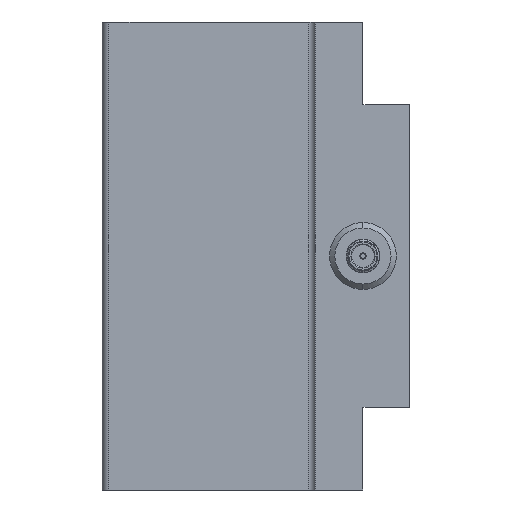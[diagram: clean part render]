
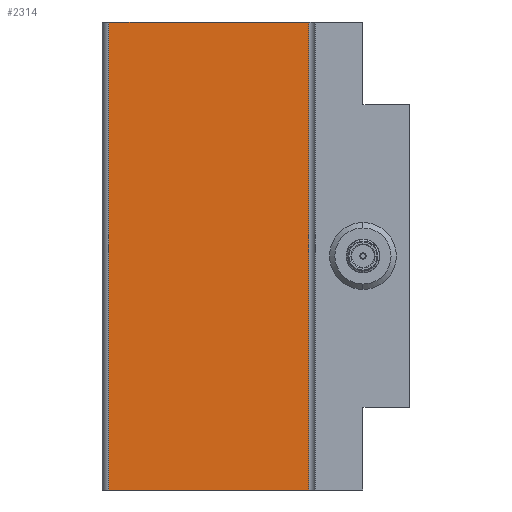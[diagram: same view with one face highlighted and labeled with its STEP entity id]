
A CAD part, left-side view. The second image highlights one B-rep face of the part: STEP entity #2314.
In plain terms, the highlighted planar face has unit normal (-1, 0, 0).
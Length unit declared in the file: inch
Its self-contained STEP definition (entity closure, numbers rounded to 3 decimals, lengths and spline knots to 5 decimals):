
#88 = VERTEX_POINT ( 'NONE', #4169 ) ;
#171 = CARTESIAN_POINT ( 'NONE',  ( 0.50096, 0.40548, 1.75 ) ) ;
#214 = LINE ( 'NONE', #2000, #5058 ) ;
#358 = EDGE_CURVE ( 'NONE', #4708, #3457, #2500, .T. ) ;
#485 = CARTESIAN_POINT ( 'NONE',  ( 0.50096, 1.9, -1.75 ) ) ;
#640 = CARTESIAN_POINT ( 'NONE',  ( 0.50096, 1.9, 1.75 ) ) ;
#650 = ORIENTED_EDGE ( 'NONE', *, *, #3115, .T. ) ;
#722 = AXIS2_PLACEMENT_3D ( 'NONE', #857, #3143, #5283 ) ;
#857 = CARTESIAN_POINT ( 'NONE',  ( 0.50096, 0., 1.75 ) ) ;
#873 = ORIENTED_EDGE ( 'NONE', *, *, #2754, .T. ) ;
#1180 = LINE ( 'NONE', #4194, #4468 ) ;
#1797 = PLANE ( 'NONE',  #722 ) ;
#1888 = EDGE_LOOP ( 'NONE', ( #2625, #873, #2811, #650 ) ) ;
#2000 = CARTESIAN_POINT ( 'NONE',  ( 0.50096, 0., 1.75 ) ) ;
#2314 = ADVANCED_FACE ( 'NONE', ( #3530 ), #1797, .T. ) ;
#2410 = DIRECTION ( 'NONE',  ( 0., 0., 1. ) ) ;
#2500 = LINE ( 'NONE', #2554, #3960 ) ;
#2554 = CARTESIAN_POINT ( 'NONE',  ( 0.50096, 0., -1.75 ) ) ;
#2625 = ORIENTED_EDGE ( 'NONE', *, *, #358, .F. ) ;
#2754 = EDGE_CURVE ( 'NONE', #4708, #4219, #1180, .T. ) ;
#2811 = ORIENTED_EDGE ( 'NONE', *, *, #4824, .T. ) ;
#3115 = EDGE_CURVE ( 'NONE', #88, #3457, #3688, .T. ) ;
#3143 = DIRECTION ( 'NONE',  ( -1., 0., 0. ) ) ;
#3457 = VERTEX_POINT ( 'NONE', #485 ) ;
#3530 = FACE_OUTER_BOUND ( 'NONE', #1888, .T. ) ;
#3688 = LINE ( 'NONE', #640, #3889 ) ;
#3784 = DIRECTION ( 'NONE',  ( 0., 1., 0. ) ) ;
#3889 = VECTOR ( 'NONE', #5473, 39.37008 ) ;
#3960 = VECTOR ( 'NONE', #4339, 39.37008 ) ;
#4169 = CARTESIAN_POINT ( 'NONE',  ( 0.50096, 1.9, 1.75 ) ) ;
#4194 = CARTESIAN_POINT ( 'NONE',  ( 0.50096, 0.40548, 1.75 ) ) ;
#4219 = VERTEX_POINT ( 'NONE', #171 ) ;
#4339 = DIRECTION ( 'NONE',  ( 0., 1., 0. ) ) ;
#4468 = VECTOR ( 'NONE', #2410, 39.37008 ) ;
#4708 = VERTEX_POINT ( 'NONE', #5266 ) ;
#4824 = EDGE_CURVE ( 'NONE', #4219, #88, #214, .T. ) ;
#5058 = VECTOR ( 'NONE', #3784, 39.37008 ) ;
#5266 = CARTESIAN_POINT ( 'NONE',  ( 0.50096, 0.40548, -1.75 ) ) ;
#5283 = DIRECTION ( 'NONE',  ( 0., 0., 1. ) ) ;
#5473 = DIRECTION ( 'NONE',  ( 0., 0., -1. ) ) ;
